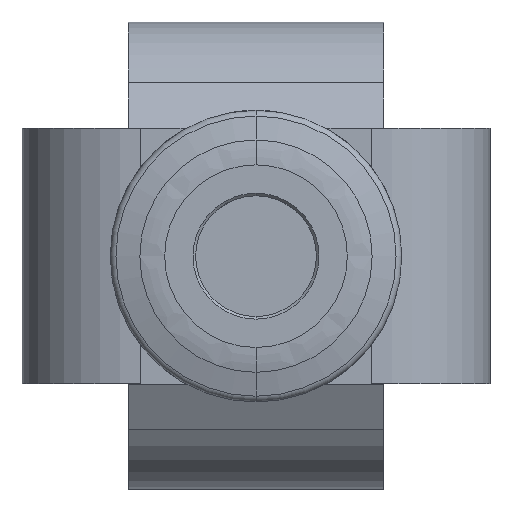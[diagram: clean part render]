
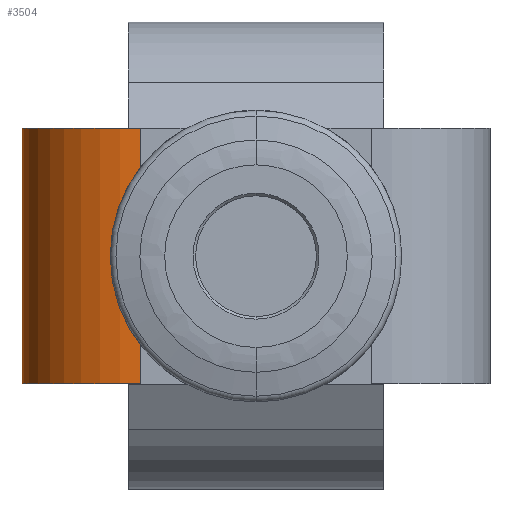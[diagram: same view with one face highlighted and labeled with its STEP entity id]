
A CAD part, front view. The second image highlights one B-rep face of the part: STEP entity #3504.
In plain terms, the highlighted cylindrical face has radius 11.811 mm (diameter 23.622 mm), a partial arc.
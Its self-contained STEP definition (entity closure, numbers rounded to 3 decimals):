
#2 = ORIENTED_EDGE ( 'NONE', *, *, #726, .T. ) ;
#31 = AXIS2_PLACEMENT_3D ( 'NONE', #5581, #2682, #6067 ) ;
#118 = CARTESIAN_POINT ( 'NONE',  ( -41.17, -33.614, 7.426 ) ) ;
#152 = CARTESIAN_POINT ( 'NONE',  ( -41.17, -33.614, -17.974 ) ) ;
#267 = ORIENTED_EDGE ( 'NONE', *, *, #3959, .F. ) ;
#272 = DIRECTION ( 'NONE',  ( 0., 0., -1. ) ) ;
#671 = CARTESIAN_POINT ( 'NONE',  ( -52.981, -21.803, 7.43 ) ) ;
#726 = EDGE_CURVE ( 'NONE', #4185, #5333, #4628, .T. ) ;
#736 = DIRECTION ( 'NONE',  ( 0., 0., -1. ) ) ;
#781 = CARTESIAN_POINT ( 'NONE',  ( -41.17, -33.614, 7.43 ) ) ;
#908 = AXIS2_PLACEMENT_3D ( 'NONE', #4247, #4198, #4219 ) ;
#996 = CIRCLE ( 'NONE', #31, 11.811 ) ;
#1004 = VECTOR ( 'NONE', #5982, 1000. ) ;
#1119 = CARTESIAN_POINT ( 'NONE',  ( -41.17, -33.614, -17.974 ) ) ;
#1267 = CARTESIAN_POINT ( 'NONE',  ( -41.17, -33.614, -14.16 ) ) ;
#1647 = VECTOR ( 'NONE', #3469, 1000. ) ;
#1983 = EDGE_CURVE ( 'NONE', #2104, #4897, #6105, .T. ) ;
#2087 = DIRECTION ( 'NONE',  ( 0., 0., -1. ) ) ;
#2104 = VERTEX_POINT ( 'NONE', #5235 ) ;
#2158 = VECTOR ( 'NONE', #2087, 1000. ) ;
#2175 = EDGE_CURVE ( 'NONE', #2104, #3194, #6113, .T. ) ;
#2177 = EDGE_CURVE ( 'NONE', #5333, #4409, #4827, .T. ) ;
#2204 = VECTOR ( 'NONE', #5403, 1000. ) ;
#2312 = LINE ( 'NONE', #5472, #2158 ) ;
#2327 = CARTESIAN_POINT ( 'NONE',  ( -41.17, -33.614, -17.97 ) ) ;
#2351 = CARTESIAN_POINT ( 'NONE',  ( -52.981, -21.803, -17.97 ) ) ;
#2418 = LINE ( 'NONE', #152, #1647 ) ;
#2616 = DIRECTION ( 'NONE',  ( -1., 0., 0. ) ) ;
#2682 = DIRECTION ( 'NONE',  ( 0., 0., 1. ) ) ;
#2996 = FACE_OUTER_BOUND ( 'NONE', #5638, .T. ) ;
#3030 = EDGE_CURVE ( 'NONE', #3194, #4185, #996, .T. ) ;
#3194 = VERTEX_POINT ( 'NONE', #2351 ) ;
#3352 = EDGE_CURVE ( 'NONE', #4409, #5616, #2418, .T. ) ;
#3469 = DIRECTION ( 'NONE',  ( 0., 0., 1. ) ) ;
#3504 = ADVANCED_FACE ( 'NONE', ( #2996 ), #4127, .T. ) ;
#3517 = ORIENTED_EDGE ( 'NONE', *, *, #2175, .T. ) ;
#3549 = CARTESIAN_POINT ( 'NONE',  ( -41.17, -33.614, 3.612 ) ) ;
#3553 = VECTOR ( 'NONE', #272, 1000. ) ;
#3959 = EDGE_CURVE ( 'NONE', #4897, #5616, #2312, .T. ) ;
#4127 = CYLINDRICAL_SURFACE ( 'NONE', #4407, 11.811 ) ;
#4185 = VERTEX_POINT ( 'NONE', #2327 ) ;
#4198 = DIRECTION ( 'NONE',  ( 0., 0., 1. ) ) ;
#4219 = DIRECTION ( 'NONE',  ( 1., 0., 0. ) ) ;
#4247 = CARTESIAN_POINT ( 'NONE',  ( -41.17, -21.803, 7.43 ) ) ;
#4407 = AXIS2_PLACEMENT_3D ( 'NONE', #6003, #736, #2616 ) ;
#4409 = VERTEX_POINT ( 'NONE', #3549 ) ;
#4628 = LINE ( 'NONE', #5060, #2204 ) ;
#4827 = LINE ( 'NONE', #1119, #1004 ) ;
#4897 = VERTEX_POINT ( 'NONE', #781 ) ;
#5060 = CARTESIAN_POINT ( 'NONE',  ( -41.17, -33.614, -17.974 ) ) ;
#5235 = CARTESIAN_POINT ( 'NONE',  ( -52.981, -21.803, 7.43 ) ) ;
#5333 = VERTEX_POINT ( 'NONE', #1267 ) ;
#5403 = DIRECTION ( 'NONE',  ( 0., 0., 1. ) ) ;
#5472 = CARTESIAN_POINT ( 'NONE',  ( -41.17, -33.614, 7.43 ) ) ;
#5581 = CARTESIAN_POINT ( 'NONE',  ( -41.17, -21.803, -17.97 ) ) ;
#5616 = VERTEX_POINT ( 'NONE', #118 ) ;
#5638 = EDGE_LOOP ( 'NONE', ( #5774, #3517, #6070, #2, #6025, #6173, #267 ) ) ;
#5774 = ORIENTED_EDGE ( 'NONE', *, *, #1983, .F. ) ;
#5982 = DIRECTION ( 'NONE',  ( 0., 0., 1. ) ) ;
#6003 = CARTESIAN_POINT ( 'NONE',  ( -41.17, -21.803, 7.43 ) ) ;
#6025 = ORIENTED_EDGE ( 'NONE', *, *, #2177, .T. ) ;
#6067 = DIRECTION ( 'NONE',  ( 1., 0., 0. ) ) ;
#6070 = ORIENTED_EDGE ( 'NONE', *, *, #3030, .T. ) ;
#6105 = CIRCLE ( 'NONE', #908, 11.811 ) ;
#6113 = LINE ( 'NONE', #671, #3553 ) ;
#6173 = ORIENTED_EDGE ( 'NONE', *, *, #3352, .T. ) ;
